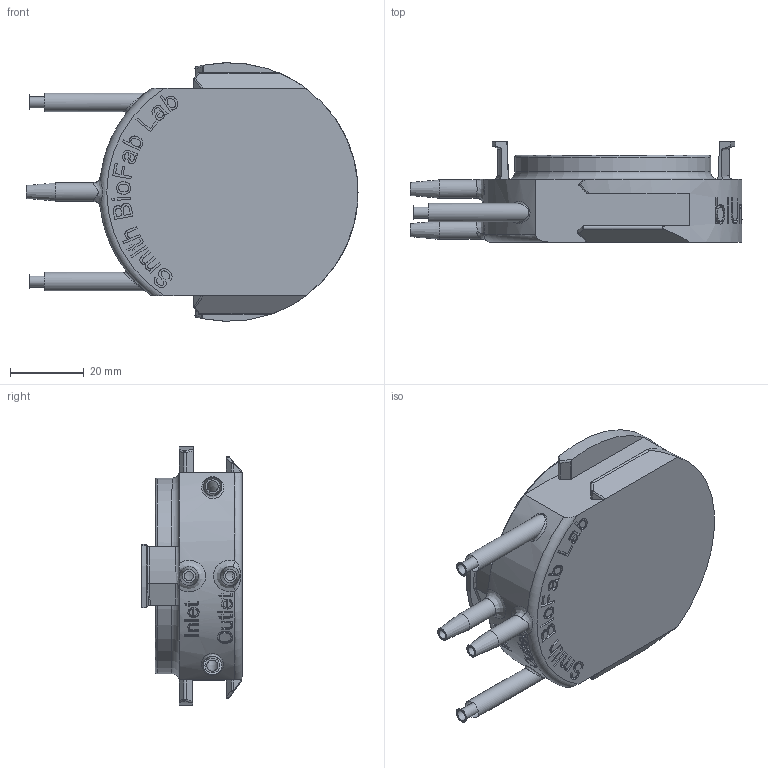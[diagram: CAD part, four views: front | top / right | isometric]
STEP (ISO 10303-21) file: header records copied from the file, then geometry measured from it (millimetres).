
FILE_DESCRIPTION(/* description */ (''),/* implementation_level */ '2;1');
FILE_NAME(/* name */ 'bIUreactor Chamber.step',/* time_stamp */ '2022-10-12T09:07:34-04:00',/* author */ (''),/* organization */ (''),/* preprocessor_version */ 'ST-DEVELOPER v19',/* originating_system */ 'Autodesk Translation Framework v11.7.0.108',/* authorisation */ '');
FILE_SCHEMA (('AUTOMOTIVE_DESIGN { 1 0 10303 214 3 1 1 }'));
Length unit declared in the file: millimetre
Products named in the file (1): bIUreactor Chamber
Bounding box: 89.88 x 27.18 x 69.98 mm (x, y, z)
Volume: 47157.9 mm3; surface area: 20471.1 mm2
Topology: 3 solids, 5 shells, 841 faces, 2297 edges, 1523 vertices
Faces by surface type: bspline 584, plane 157, cylinder 66, cone 15, torus 13, sphere 6
Full cylindrical faces by diameter (mm): 2.5 x2, 3 x2, 5 x4, 5.5 x1, 27 x1, 30.5 x1, 49 x1, 53 x1
Entity records: 35994 total; most frequent: CARTESIAN_POINT 18673, ORIENTED_EDGE 4594, EDGE_CURVE 2297, DIRECTION 1742, VERTEX_POINT 1523, B_SPLINE_CURVE_WITH_KNOTS 1204, LINE 948, VECTOR 948
